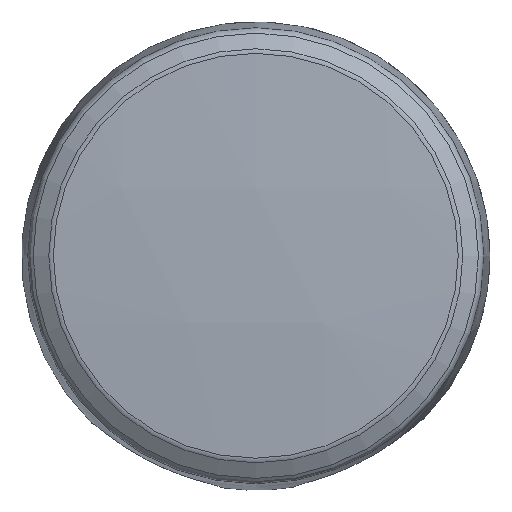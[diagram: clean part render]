
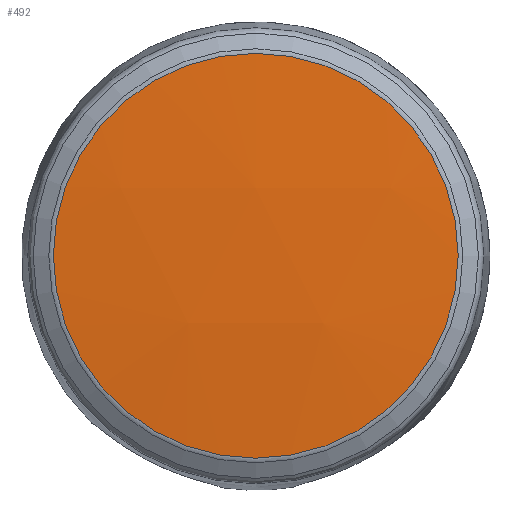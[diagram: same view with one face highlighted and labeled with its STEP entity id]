
A CAD part, top view. The second image highlights one B-rep face of the part: STEP entity #492.
In plain terms, the highlighted spherical face has radius 352.833 mm.
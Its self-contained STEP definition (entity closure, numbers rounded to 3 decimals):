
#26=SPHERICAL_SURFACE('',#526,352.833);
#99=ORIENTED_EDGE('',*,*,#173,.F.);
#173=EDGE_CURVE('',#205,#205,#225,.T.);
#205=VERTEX_POINT('',#1758);
#225=CIRCLE('',#527,28.086);
#246=EDGE_LOOP('',(#99));
#280=FACE_BOUND('',#246,.T.);
#492=ADVANCED_FACE('',(#280),#26,.T.);
#526=AXIS2_PLACEMENT_3D('',#1756,#583,#584);
#527=AXIS2_PLACEMENT_3D('',#1757,#585,#586);
#583=DIRECTION('',(0.,-1.,0.));
#584=DIRECTION('',(1.,0.,0.));
#585=DIRECTION('',(0.,0.,-1.));
#586=DIRECTION('',(1.,0.,0.));
#1756=CARTESIAN_POINT('',(0.,0.,-314.323));
#1757=CARTESIAN_POINT('',(0.,0.,37.39));
#1758=CARTESIAN_POINT('',(28.086,0.,37.39));
